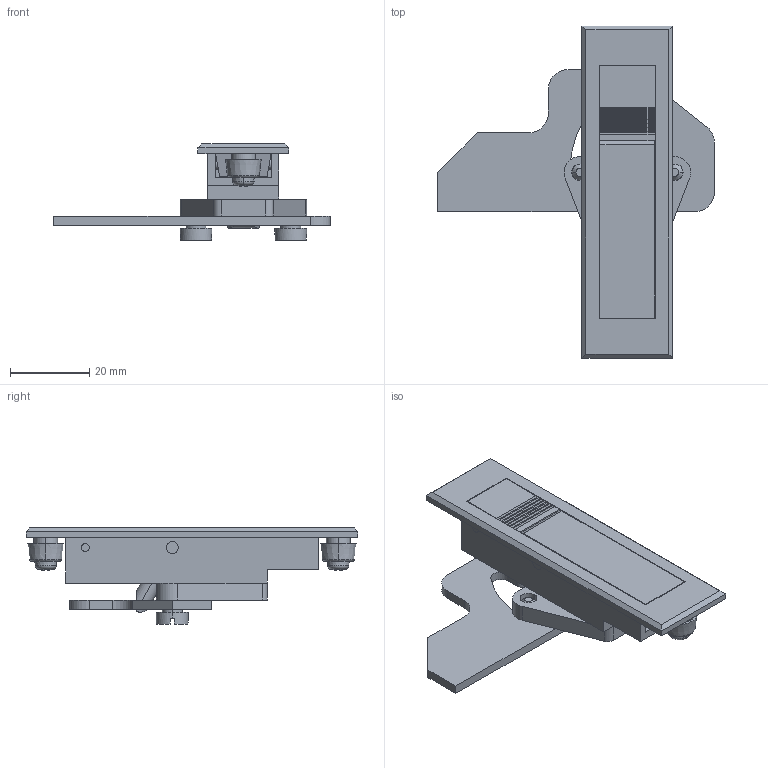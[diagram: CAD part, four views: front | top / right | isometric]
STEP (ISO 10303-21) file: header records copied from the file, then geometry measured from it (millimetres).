
FILE_DESCRIPTION (( 'STEP AP203' ), '1' );
FILE_NAME ('A-150-3-2.STEP', '2021-05-10T05:37:48', ( '' ), ( '' ), 'SwSTEP 2.0', 'SolidWorks 2018', '' );
FILE_SCHEMA (( 'CONFIG_CONTROL_DESIGN' ));
Length unit declared in the file: millimetre
Products named in the file (12): A-150-3-2_cross-recessed flat head screw_ver1.03__M3x6十字穴付皿小ねじ(鉄); A-150-3-2_pin(B)_; A-150-3-2_installation screw_; A-150-3-2_handle(B)_; A-150-3-2_base_; A-150-3-2_pin(A)_; A-150-3-2_stopper plate_; A-150-3-2_cross-recessed head machine screw_ver1.05__M3x5十字穴付なべ小ねじ(鉄); A-150-3-2_body_; A-150-3-2_cup washer_; A-150-3-2_handle(A)_; A-150-3-2
Assembly tree (16 placements, depth 2):
  A-150-3-2
    A-150-3-2_body_
    A-150-3-2_handle(A)_
    A-150-3-2_pin(A)_
    A-150-3-2_handle(B)_
    A-150-3-2_pin(B)_
    A-150-3-2_stopper plate_
    A-150-3-2_cup washer_  x2
    A-150-3-2_cross-recessed head machine screw_ver1.05__M3x5十字穴付なべ小ねじ(鉄)  x2
    A-150-3-2_base_
    A-150-3-2_cross-recessed flat head screw_ver1.03__M3x6十字穴付皿小ねじ(鉄)  x3
    A-150-3-2_installation screw_  x2
Bounding box: 70 x 84 x 24.4 mm (x, y, z)
Volume: 18023.3 mm3; surface area: 18359.7 mm2
Topology: 16 solids, 16 shells, 465 faces, 1172 edges, 758 vertices
Faces by surface type: plane 257, cylinder 140, cone 56, torus 8, sphere 4
Entity records: 11530 total; most frequent: CARTESIAN_POINT 1905, DIRECTION 1762, ORIENTED_EDGE 1672, EDGE_CURVE 836, AXIS2_PLACEMENT_3D 609, LINE 544, VECTOR 544, VERTEX_POINT 542
